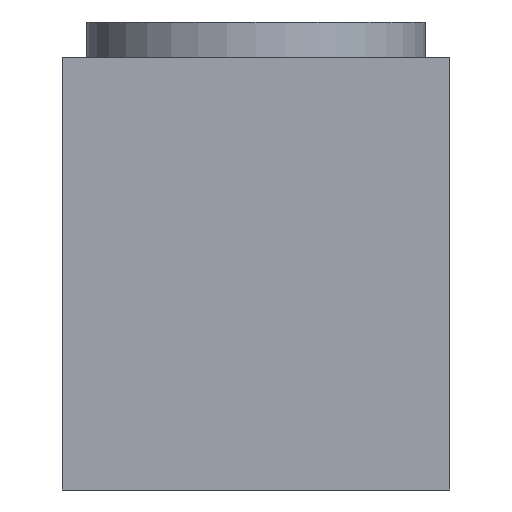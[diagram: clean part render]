
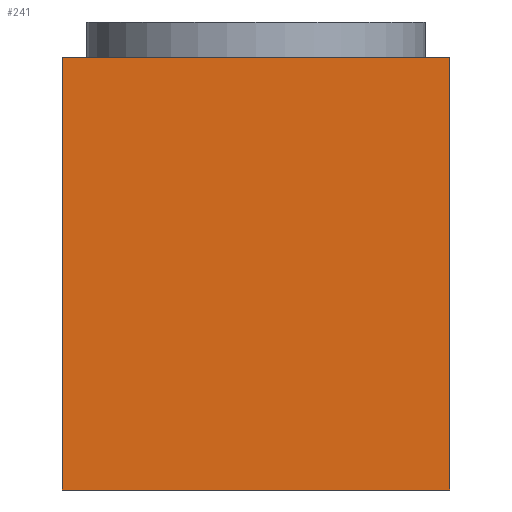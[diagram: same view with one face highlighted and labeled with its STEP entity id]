
A CAD part, front view. The second image highlights one B-rep face of the part: STEP entity #241.
In plain terms, the highlighted planar face has unit normal (0, -1, 0).
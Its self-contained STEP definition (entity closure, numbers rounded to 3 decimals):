
#25=PLANE('',#282);
#38=LINE('',#389,#56);
#43=LINE('',#409,#61);
#47=LINE('',#417,#65);
#48=LINE('',#421,#66);
#56=VECTOR('',#315,10.);
#61=VECTOR('',#338,10.);
#65=VECTOR('',#346,10.);
#66=VECTOR('',#351,10.);
#82=FACE_OUTER_BOUND('',#102,.T.);
#102=EDGE_LOOP('',(#211,#212,#213,#214));
#126=VERTEX_POINT('',#383);
#128=VERTEX_POINT('',#387);
#134=VERTEX_POINT('',#408);
#136=VERTEX_POINT('',#415);
#150=EDGE_CURVE('',#126,#128,#38,.T.);
#159=EDGE_CURVE('',#126,#134,#43,.T.);
#163=EDGE_CURVE('',#136,#128,#47,.T.);
#165=EDGE_CURVE('',#134,#136,#48,.T.);
#211=ORIENTED_EDGE('',*,*,#159,.F.);
#212=ORIENTED_EDGE('',*,*,#150,.T.);
#213=ORIENTED_EDGE('',*,*,#163,.F.);
#214=ORIENTED_EDGE('',*,*,#165,.F.);
#241=ADVANCED_FACE('',(#82),#25,.T.);
#282=AXIS2_PLACEMENT_3D('',#420,#349,#350);
#315=DIRECTION('',(0.,0.,1.));
#338=DIRECTION('',(-1.,0.,0.));
#346=DIRECTION('',(1.,0.,0.));
#349=DIRECTION('center_axis',(0.,-1.,0.));
#350=DIRECTION('ref_axis',(1.,0.,0.));
#351=DIRECTION('',(0.,0.,1.));
#383=CARTESIAN_POINT('',(16.56,-16.56,0.));
#387=CARTESIAN_POINT('',(16.56,-16.56,37.));
#389=CARTESIAN_POINT('',(16.56,-16.56,0.));
#408=CARTESIAN_POINT('',(-16.56,-16.56,0.));
#409=CARTESIAN_POINT('',(16.56,-16.56,0.));
#415=CARTESIAN_POINT('',(-16.56,-16.56,37.));
#417=CARTESIAN_POINT('',(16.56,-16.56,37.));
#420=CARTESIAN_POINT('Origin',(-16.56,-16.56,0.));
#421=CARTESIAN_POINT('',(-16.56,-16.56,0.));
